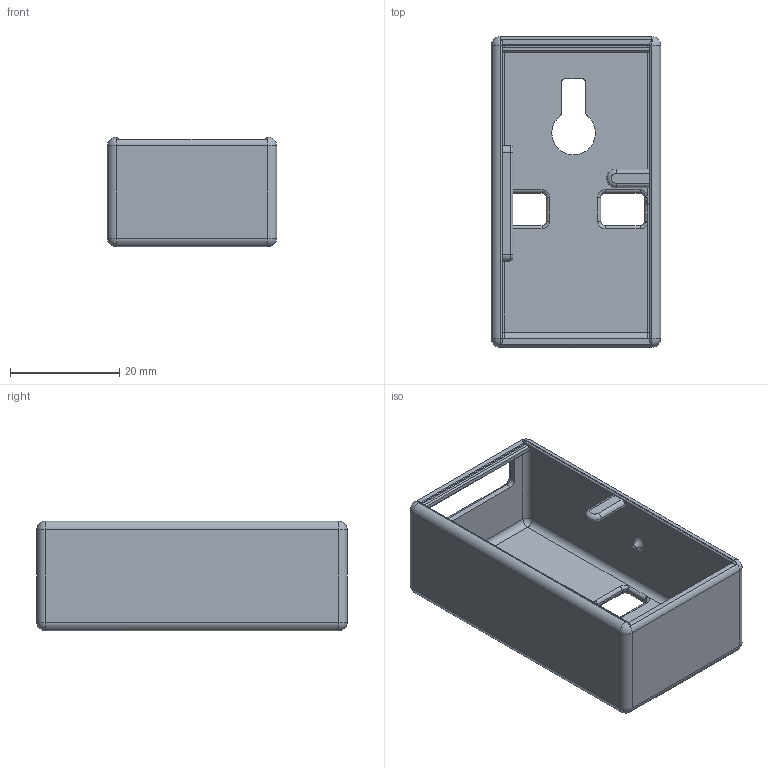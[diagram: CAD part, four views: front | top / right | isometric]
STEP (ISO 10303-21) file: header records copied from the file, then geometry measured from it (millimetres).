
FILE_DESCRIPTION(/* description */ (''),/* implementation_level */ '2;1');
FILE_NAME(/* name */ 'SHOCK_ABSORBER.step',/* time_stamp */ '2025-09-28T18:50:32+01:00',/* author */ (''),/* organization */ (''),/* preprocessor_version */ 'ST-DEVELOPER v20.1',/* originating_system */ 'Autodesk Translation Framework v14.10.0.0',/* authorisation */ '');
FILE_SCHEMA (('AUTOMOTIVE_DESIGN { 1 0 10303 214 3 1 1 }'));
Length unit declared in the file: millimetre
Products named in the file (2): AZSS ToF Case; SHOCK_ABSORBER
Assembly tree (1 placements, depth 2):
  AZSS ToF Case
    SHOCK_ABSORBER
Bounding box: 31.06 x 56.98 x 20.1 mm (x, y, z)
Volume: 6801.3 mm3; surface area: 9599.9 mm2
Topology: 1 solids, 1 shells, 206 faces, 486 edges, 281 vertices
Faces by surface type: cylinder 88, plane 45, torus 35, bspline 24, sphere 12, cone 2
Entity records: 6465 total; most frequent: CARTESIAN_POINT 1620, DIRECTION 1077, ORIENTED_EDGE 972, EDGE_CURVE 486, AXIS2_PLACEMENT_3D 436, VERTEX_POINT 281, CIRCLE 231, EDGE_LOOP 213
